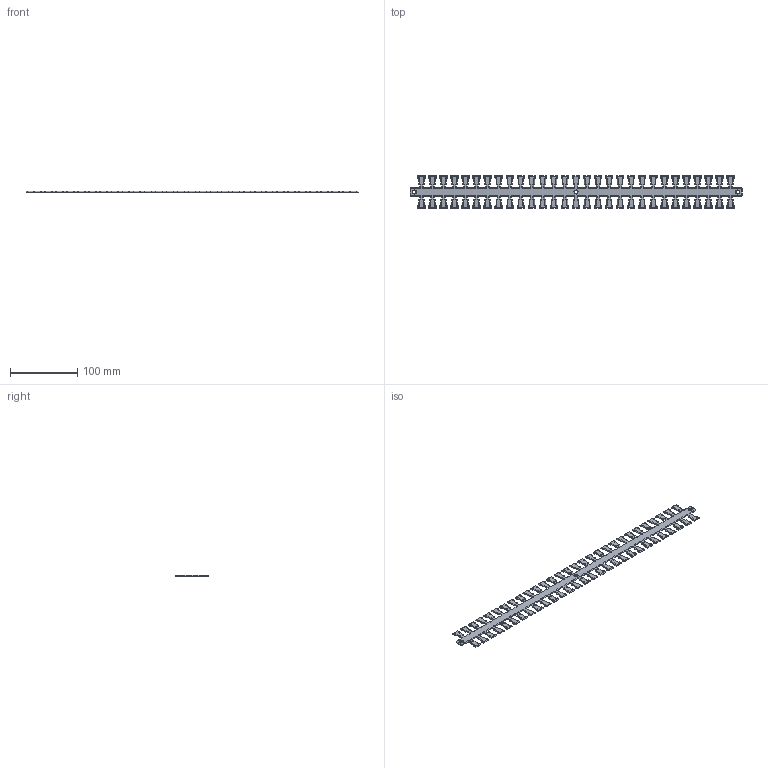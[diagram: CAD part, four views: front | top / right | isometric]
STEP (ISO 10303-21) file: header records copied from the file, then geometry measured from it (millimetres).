
FILE_DESCRIPTION (( 'STEP AP214' ), '1' );
FILE_NAME ('1041-037.STEP', '2024-08-28T08:48:58', ( '' ), ( '' ), 'SwSTEP 2.0', 'SolidWorks 2022', '' );
FILE_SCHEMA (( 'AUTOMOTIVE_DESIGN' ));
Length unit declared in the file: millimetre
Products named in the file (1): 1041-037
Bounding box: 494.5 x 49 x 2 mm (x, y, z)
Volume: 27671.7 mm3; surface area: 33472.9 mm2
Topology: 1 solids, 1 shells, 2820 faces, 6578 edges, 3064 vertices
Faces by surface type: cylinder 1406, torus 716, bspline 696, plane 2
Entity records: 90164 total; most frequent: CARTESIAN_POINT 36127, ORIENTED_EDGE 11764, DIRECTION 11588, EDGE_CURVE 5882, AXIS2_PLACEMENT_3D 4973, VERTEX_POINT 3064, CIRCLE 2848, EDGE_LOOP 2826
